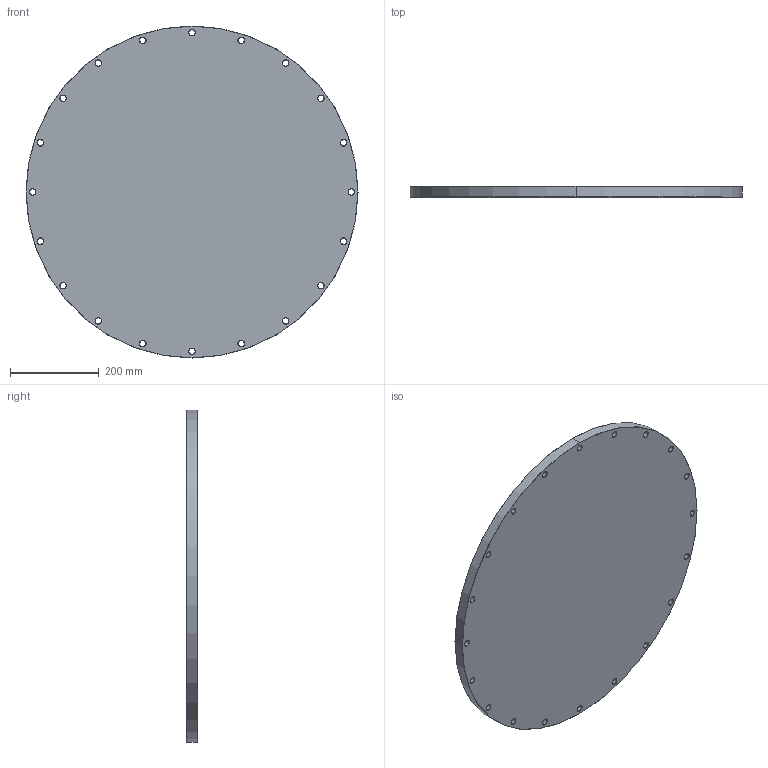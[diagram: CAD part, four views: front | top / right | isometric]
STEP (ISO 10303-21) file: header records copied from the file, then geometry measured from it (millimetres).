
FILE_DESCRIPTION (( 'STEP AP214' ), '1' );
FILE_NAME ('Hositrad_ISO-F630B.STEP', '2013-04-12T12:36:47', ( '' ), ( '' ), 'SwSTEP 2.0', 'SolidWorks 2013', '' );
FILE_SCHEMA (( 'AUTOMOTIVE_DESIGN' ));
Length unit declared in the file: millimetre
Products named in the file (1): Hositrad_ISO-F630B
Bounding box: 750 x 24 x 750 mm (x, y, z)
Volume: 10491613 mm3; surface area: 971047.8 mm2
Topology: 1 solids, 1 shells, 138 faces, 314 edges, 180 vertices
Faces by surface type: cone 88, cylinder 46, plane 4
Entity records: 3968 total; most frequent: DIRECTION 772, CARTESIAN_POINT 633, ORIENTED_EDGE 628, AXIS2_PLACEMENT_3D 319, EDGE_CURVE 314, VERTEX_POINT 180, EDGE_LOOP 180, CIRCLE 180
